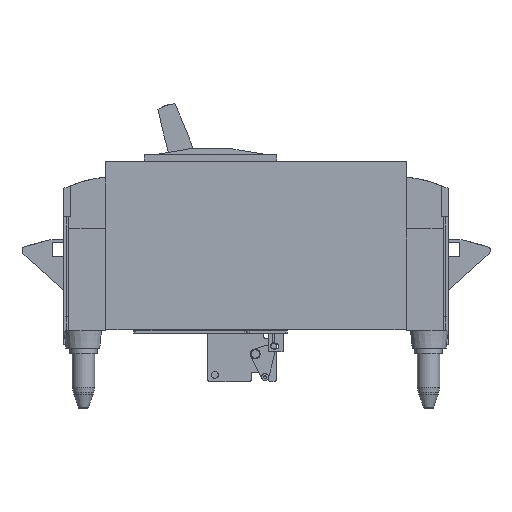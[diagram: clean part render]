
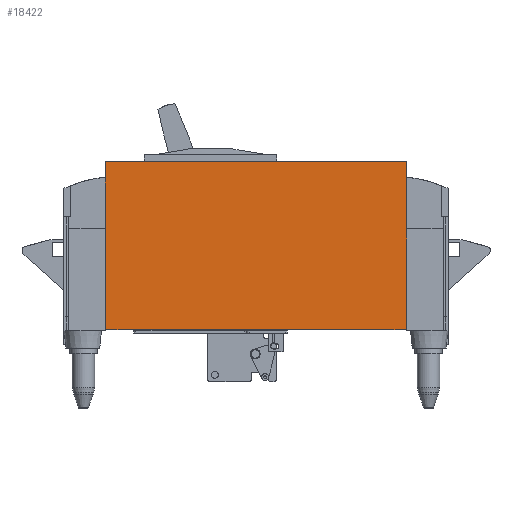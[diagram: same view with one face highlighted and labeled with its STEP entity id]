
A CAD part, left-side view. The second image highlights one B-rep face of the part: STEP entity #18422.
In plain terms, the highlighted face is planar.
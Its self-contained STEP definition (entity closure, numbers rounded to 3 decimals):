
#445=CIRCLE('',#19521,1.);
#484=CIRCLE('',#19641,1.);
#2324=ORIENTED_EDGE('',*,*,#7273,.F.);
#2325=ORIENTED_EDGE('',*,*,#7319,.T.);
#2326=ORIENTED_EDGE('',*,*,#7320,.F.);
#2327=ORIENTED_EDGE('',*,*,#6926,.F.);
#2328=ORIENTED_EDGE('',*,*,#7321,.T.);
#2329=ORIENTED_EDGE('',*,*,#7015,.T.);
#2330=ORIENTED_EDGE('',*,*,#7322,.F.);
#2331=ORIENTED_EDGE('',*,*,#7057,.F.);
#2332=ORIENTED_EDGE('',*,*,#7300,.F.);
#2333=ORIENTED_EDGE('',*,*,#6869,.F.);
#2334=ORIENTED_EDGE('',*,*,#7286,.F.);
#2335=ORIENTED_EDGE('',*,*,#7275,.F.);
#6869=EDGE_CURVE('',#9412,#9413,#445,.T.);
#6926=EDGE_CURVE('',#9469,#9470,#11256,.T.);
#7015=EDGE_CURVE('',#9559,#9558,#11332,.T.);
#7057=EDGE_CURVE('',#9588,#9584,#11371,.T.);
#7273=EDGE_CURVE('',#9720,#9721,#11570,.T.);
#7275=EDGE_CURVE('',#9721,#9722,#484,.T.);
#7286=EDGE_CURVE('',#9722,#9412,#11581,.T.);
#7300=EDGE_CURVE('',#9413,#9588,#11593,.T.);
#7319=EDGE_CURVE('',#9720,#9751,#11599,.T.);
#7320=EDGE_CURVE('',#9470,#9751,#11600,.T.);
#7321=EDGE_CURVE('',#9469,#9559,#11601,.T.);
#7322=EDGE_CURVE('',#9584,#9558,#11602,.T.);
#9412=VERTEX_POINT('',#27551);
#9413=VERTEX_POINT('',#27553);
#9469=VERTEX_POINT('',#27699);
#9470=VERTEX_POINT('',#27701);
#9558=VERTEX_POINT('',#27878);
#9559=VERTEX_POINT('',#27880);
#9584=VERTEX_POINT('',#27954);
#9588=VERTEX_POINT('',#27961);
#9720=VERTEX_POINT('',#28452);
#9721=VERTEX_POINT('',#28454);
#9722=VERTEX_POINT('',#28458);
#9751=VERTEX_POINT('',#28621);
#11256=LINE('',#27700,#13370);
#11332=LINE('',#27879,#13446);
#11371=LINE('',#27962,#13485);
#11570=LINE('',#28453,#13684);
#11581=LINE('',#28479,#13695);
#11593=LINE('',#28501,#13707);
#11599=LINE('',#28620,#13713);
#11600=LINE('',#28622,#13714);
#11601=LINE('',#28623,#13715);
#11602=LINE('',#28624,#13716);
#13370=VECTOR('',#21995,1000.);
#13446=VECTOR('',#22099,1000.);
#13485=VECTOR('',#22166,1000.);
#13684=VECTOR('',#22509,1000.);
#13695=VECTOR('',#22528,1000.);
#13707=VECTOR('',#22548,1000.);
#13713=VECTOR('',#22572,1000.);
#13714=VECTOR('',#22573,1000.);
#13715=VECTOR('',#22574,1000.);
#13716=VECTOR('',#22575,1000.);
#15072=EDGE_LOOP('',(#2324,#2325,#2326,#2327,#2328,#2329,#2330,#2331,#2332,
#2333,#2334,#2335));
#16388=FACE_BOUND('',#15072,.T.);
#17603=PLANE('',#19656);
#18422=ADVANCED_FACE('',(#16388),#17603,.F.);
#19521=AXIS2_PLACEMENT_3D('',#27552,#21920,#21921);
#19641=AXIS2_PLACEMENT_3D('',#28457,#22513,#22514);
#19656=AXIS2_PLACEMENT_3D('',#28619,#22570,#22571);
#21920=DIRECTION('',(0.,1.,0.));
#21921=DIRECTION('',(-1.,0.,0.));
#21995=DIRECTION('',(1.,0.,0.));
#22099=DIRECTION('',(-1.,0.,0.));
#22166=DIRECTION('',(1.,0.,0.));
#22509=DIRECTION('',(0.,0.,-1.));
#22513=DIRECTION('',(0.,1.,0.));
#22514=DIRECTION('',(-1.,0.,0.));
#22528=DIRECTION('',(-1.,0.,0.));
#22548=DIRECTION('',(0.,0.,1.));
#22570=DIRECTION('',(0.,1.,0.));
#22571=DIRECTION('',(0.,0.,1.));
#22572=DIRECTION('',(-1.,0.,0.));
#22573=DIRECTION('',(0.,0.,1.));
#22574=DIRECTION('',(0.,0.,1.));
#22575=DIRECTION('',(0.,0.,1.));
#27551=CARTESIAN_POINT('',(-107.,-70.,-120.5));
#27552=CARTESIAN_POINT('',(-107.,-70.,-119.5));
#27553=CARTESIAN_POINT('',(-108.,-70.,-119.5));
#27699=CARTESIAN_POINT('',(-98.,-70.,-0.5));
#27700=CARTESIAN_POINT('',(-108.,-70.,-0.5));
#27701=CARTESIAN_POINT('',(98.,-70.,-0.5));
#27878=CARTESIAN_POINT('',(-105.7,-70.,0.));
#27879=CARTESIAN_POINT('',(-98.,-70.,0.));
#27880=CARTESIAN_POINT('',(-98.,-70.,0.));
#27954=CARTESIAN_POINT('',(-105.7,-70.,-0.5));
#27961=CARTESIAN_POINT('',(-108.,-70.,-0.5));
#27962=CARTESIAN_POINT('',(-108.,-70.,-0.5));
#28452=CARTESIAN_POINT('',(108.,-70.,0.));
#28453=CARTESIAN_POINT('',(108.,-70.,-0.5));
#28454=CARTESIAN_POINT('',(108.,-70.,-119.5));
#28457=CARTESIAN_POINT('',(107.,-70.,-119.5));
#28458=CARTESIAN_POINT('',(107.,-70.,-120.5));
#28479=CARTESIAN_POINT('',(107.,-70.,-120.5));
#28501=CARTESIAN_POINT('',(-108.,-70.,-119.5));
#28619=CARTESIAN_POINT('',(107.,-70.,-119.5));
#28620=CARTESIAN_POINT('',(108.,-70.,0.));
#28621=CARTESIAN_POINT('',(98.,-70.,0.));
#28622=CARTESIAN_POINT('',(98.,-70.,-0.5));
#28623=CARTESIAN_POINT('',(-98.,-70.,-0.5));
#28624=CARTESIAN_POINT('',(-105.7,-70.,-0.5));
